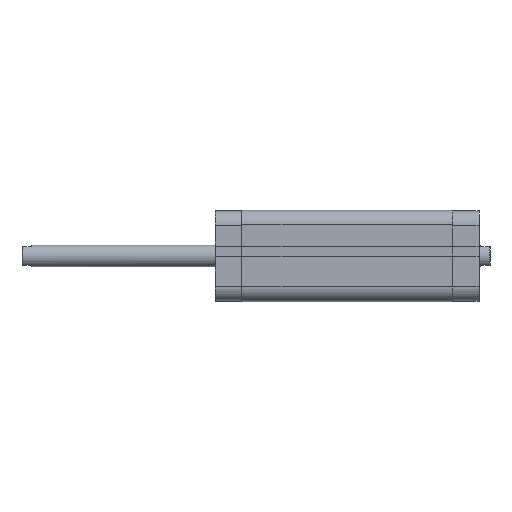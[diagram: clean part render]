
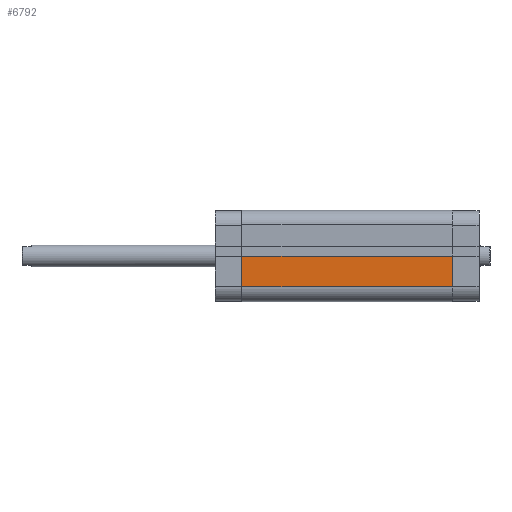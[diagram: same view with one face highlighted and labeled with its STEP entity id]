
A CAD part, top view. The second image highlights one B-rep face of the part: STEP entity #6792.
In plain terms, the highlighted face is planar.
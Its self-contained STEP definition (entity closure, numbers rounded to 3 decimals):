
#83 = EDGE_LOOP ( 'NONE', ( #211, #179, #170, #214 ) ) ;
#170 = ORIENTED_EDGE ( 'NONE', *, *, #2843, .F. ) ;
#179 = ORIENTED_EDGE ( 'NONE', *, *, #2815, .F. ) ;
#211 = ORIENTED_EDGE ( 'NONE', *, *, #2814, .T. ) ;
#214 = ORIENTED_EDGE ( 'NONE', *, *, #2825, .T. ) ;
#634 = VERTEX_POINT ( 'NONE', #977 ) ;
#635 = VERTEX_POINT ( 'NONE', #973 ) ;
#753 = VERTEX_POINT ( 'NONE', #921 ) ;
#760 = VERTEX_POINT ( 'NONE', #1173 ) ;
#921 = CARTESIAN_POINT ( 'NONE',  ( 0.1, -25., 0. ) ) ;
#973 = CARTESIAN_POINT ( 'NONE',  ( 0.1, -25., 115.5 ) ) ;
#977 = CARTESIAN_POINT ( 'NONE',  ( 17., -25., 115.5 ) ) ;
#1173 = CARTESIAN_POINT ( 'NONE',  ( 17., -25., 0. ) ) ;
#1922 = PLANE ( 'NONE',  #3543 ) ;
#1925 = CARTESIAN_POINT ( 'NONE',  ( 0., -25., 115.5 ) ) ;
#1931 = DIRECTION ( 'NONE',  ( 0., 1., 0. ) ) ;
#1932 = DIRECTION ( 'NONE',  ( -1., 0., 0. ) ) ;
#2814 = EDGE_CURVE ( 'NONE', #753, #760, #4284, .T. ) ;
#2815 = EDGE_CURVE ( 'NONE', #634, #760, #4286, .T. ) ;
#2825 = EDGE_CURVE ( 'NONE', #635, #753, #4310, .T. ) ;
#2843 = EDGE_CURVE ( 'NONE', #635, #634, #4341, .T. ) ;
#3543 = AXIS2_PLACEMENT_3D ( 'NONE', #1925, #1931, #1932 ) ;
#4284 = LINE ( 'NONE', #4893, #4289 ) ;
#4286 = LINE ( 'NONE', #4895, #4291 ) ;
#4289 = VECTOR ( 'NONE', #4896, 1000. ) ;
#4291 = VECTOR ( 'NONE', #4898, 1000. ) ;
#4310 = LINE ( 'NONE', #4918, #4311 ) ;
#4311 = VECTOR ( 'NONE', #4919, 1000. ) ;
#4341 = LINE ( 'NONE', #4960, #4342 ) ;
#4342 = VECTOR ( 'NONE', #4961, 1000. ) ;
#4893 = CARTESIAN_POINT ( 'NONE',  ( 0., -25., 0. ) ) ;
#4895 = CARTESIAN_POINT ( 'NONE',  ( 17., -25., 115.5 ) ) ;
#4896 = DIRECTION ( 'NONE',  ( 1., 0., 0. ) ) ;
#4898 = DIRECTION ( 'NONE',  ( 0., 0., -1. ) ) ;
#4918 = CARTESIAN_POINT ( 'NONE',  ( 0.1, -25., 115.5 ) ) ;
#4919 = DIRECTION ( 'NONE',  ( 0., 0., -1. ) ) ;
#4960 = CARTESIAN_POINT ( 'NONE',  ( 0., -25., 115.5 ) ) ;
#4961 = DIRECTION ( 'NONE',  ( 1., 0., 0. ) ) ;
#6332 = FACE_OUTER_BOUND ( 'NONE', #83, .T. ) ;
#6792 = ADVANCED_FACE ( 'NONE', ( #6332 ), #1922, .F. ) ;
